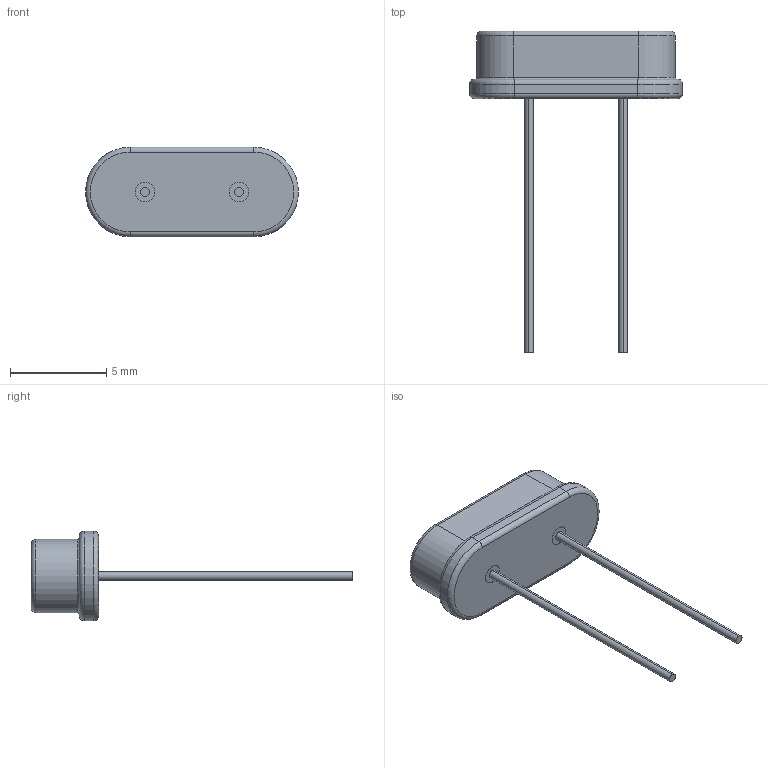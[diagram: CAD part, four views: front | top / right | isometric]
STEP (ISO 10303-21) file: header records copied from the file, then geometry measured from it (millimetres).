
FILE_DESCRIPTION (( 'STEP AP214' ), '1' );
FILE_NAME ('CRYSTAL_192MIL.STEP', '2016-07-23T15:43:51', ( 'NgocHoang' ), ( '' ), 'SwSTEP 2.0', 'SolidWorks 2010', '' );
FILE_SCHEMA (( 'AUTOMOTIVE_DESIGN' ));
Length unit declared in the file: millimetre
Products named in the file (1): CRYSTAL_192MIL
Bounding box: 11.05 x 16.7 x 4.65 mm (x, y, z)
Volume: 140 mm3; surface area: 211.1 mm2
Topology: 1 solids, 1 shells, 101 faces, 248 edges, 160 vertices
Faces by surface type: plane 57, cylinder 20, bspline 16, torus 8
Entity records: 5631 total; most frequent: CARTESIAN_POINT 2166, ORIENTED_EDGE 496, DIRECTION 436, EDGE_CURVE 248, LINE 168, VECTOR 168, VERTEX_POINT 160, AXIS2_PLACEMENT_3D 134
